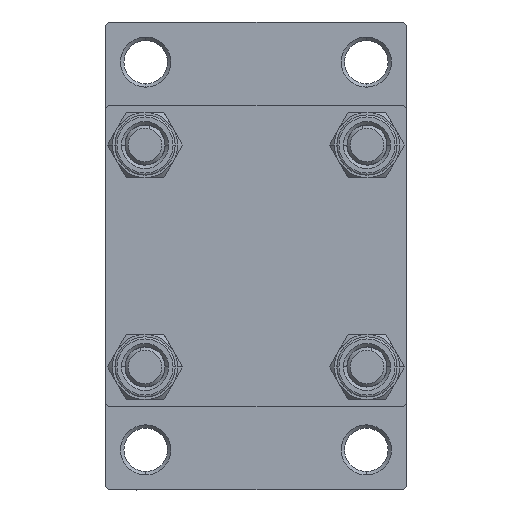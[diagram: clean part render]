
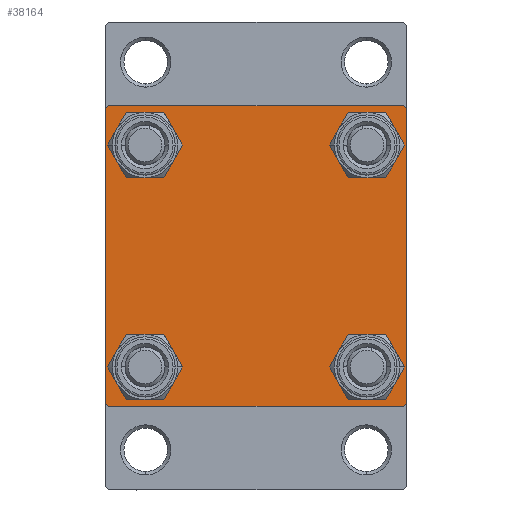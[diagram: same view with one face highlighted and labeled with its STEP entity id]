
A CAD part, left-side view. The second image highlights one B-rep face of the part: STEP entity #38164.
In plain terms, the highlighted planar face has unit normal (-1, 0, 0).
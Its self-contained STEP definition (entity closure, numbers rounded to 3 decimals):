
#311 = CARTESIAN_POINT ( 'NONE',  ( 0., 22.25, -22.25 ) ) ;
#1183 = VERTEX_POINT ( 'NONE', #31486 ) ;
#1226 = VERTEX_POINT ( 'NONE', #36699 ) ;
#1472 = VECTOR ( 'NONE', #8155, 1000. ) ;
#1563 = CARTESIAN_POINT ( 'NONE',  ( 0., -22.5, 22. ) ) ;
#2302 = DIRECTION ( 'NONE',  ( 0., 0., 1. ) ) ;
#2654 = VECTOR ( 'NONE', #42953, 1000. ) ;
#2725 = AXIS2_PLACEMENT_3D ( 'NONE', #18417, #40002, #32843 ) ;
#2910 = PLANE ( 'NONE',  #29338 ) ;
#3604 = AXIS2_PLACEMENT_3D ( 'NONE', #44302, #11523, #19424 ) ;
#3847 = CARTESIAN_POINT ( 'NONE',  ( 0., -16.6, 16.6 ) ) ;
#3975 = AXIS2_PLACEMENT_3D ( 'NONE', #8629, #46564, #2302 ) ;
#4087 = DIRECTION ( 'NONE',  ( 1., 0., 0. ) ) ;
#4101 = CARTESIAN_POINT ( 'NONE',  ( 0., 22., 22.5 ) ) ;
#4164 = EDGE_CURVE ( 'NONE', #38209, #14167, #25038, .T. ) ;
#4418 = LINE ( 'NONE', #37252, #47359 ) ;
#4601 = VERTEX_POINT ( 'NONE', #32649 ) ;
#4631 = CARTESIAN_POINT ( 'NONE',  ( 0., -22., -22.5 ) ) ;
#5789 = EDGE_CURVE ( 'NONE', #17933, #30943, #42521, .T. ) ;
#5885 = EDGE_LOOP ( 'NONE', ( #29205, #37341 ) ) ;
#6667 = CIRCLE ( 'NONE', #3604, 3.5 ) ;
#6688 = DIRECTION ( 'NONE',  ( 0., 0., 1. ) ) ;
#6693 = LINE ( 'NONE', #24918, #34683 ) ;
#8155 = DIRECTION ( 'NONE',  ( 0., 0.707, -0.707 ) ) ;
#8629 = CARTESIAN_POINT ( 'NONE',  ( 0., 16.6, 16.6 ) ) ;
#8966 = VERTEX_POINT ( 'NONE', #23107 ) ;
#11335 = DIRECTION ( 'NONE',  ( 0., 0., 1. ) ) ;
#11523 = DIRECTION ( 'NONE',  ( 1., 0., 0. ) ) ;
#11677 = EDGE_CURVE ( 'NONE', #33793, #1183, #15156, .T. ) ;
#12076 = ORIENTED_EDGE ( 'NONE', *, *, #4164, .T. ) ;
#12216 = CIRCLE ( 'NONE', #37465, 3.5 ) ;
#12515 = CARTESIAN_POINT ( 'NONE',  ( 0., 22.5, -22. ) ) ;
#13429 = CARTESIAN_POINT ( 'NONE',  ( 0., -22.5, 22.5 ) ) ;
#13457 = FACE_OUTER_BOUND ( 'NONE', #26874, .T. ) ;
#13657 = DIRECTION ( 'NONE',  ( 0., 0., -1. ) ) ;
#14167 = VERTEX_POINT ( 'NONE', #12515 ) ;
#14345 = DIRECTION ( 'NONE',  ( 0., -1., 0. ) ) ;
#14427 = EDGE_CURVE ( 'NONE', #42881, #38209, #40983, .T. ) ;
#14460 = CARTESIAN_POINT ( 'NONE',  ( 0., -22.25, -22.25 ) ) ;
#14643 = VERTEX_POINT ( 'NONE', #42834 ) ;
#14693 = LINE ( 'NONE', #311, #21893 ) ;
#15156 = CIRCLE ( 'NONE', #47250, 3.5 ) ;
#15372 = EDGE_CURVE ( 'NONE', #34393, #8966, #12216, .T. ) ;
#15579 = DIRECTION ( 'NONE',  ( 0., 0., 1. ) ) ;
#15939 = EDGE_CURVE ( 'NONE', #8966, #34393, #44334, .T. ) ;
#16072 = LINE ( 'NONE', #14460, #45768 ) ;
#16152 = CARTESIAN_POINT ( 'NONE',  ( 0., 16.6, 13.1 ) ) ;
#16926 = VERTEX_POINT ( 'NONE', #1563 ) ;
#17120 = EDGE_CURVE ( 'NONE', #14167, #21468, #14693, .T. ) ;
#17516 = VECTOR ( 'NONE', #14345, 1000. ) ;
#17586 = ORIENTED_EDGE ( 'NONE', *, *, #30160, .T. ) ;
#17933 = VERTEX_POINT ( 'NONE', #36913 ) ;
#18417 = CARTESIAN_POINT ( 'NONE',  ( 0., 16.6, 16.6 ) ) ;
#19170 = EDGE_CURVE ( 'NONE', #1226, #4601, #22726, .T. ) ;
#19424 = DIRECTION ( 'NONE',  ( 0., 0., 1. ) ) ;
#19475 = DIRECTION ( 'NONE',  ( 1., 0., 0. ) ) ;
#20022 = ORIENTED_EDGE ( 'NONE', *, *, #41438, .F. ) ;
#20094 = EDGE_CURVE ( 'NONE', #4601, #1226, #6667, .T. ) ;
#20418 = AXIS2_PLACEMENT_3D ( 'NONE', #31640, #24911, #6688 ) ;
#21468 = VERTEX_POINT ( 'NONE', #24176 ) ;
#21639 = EDGE_LOOP ( 'NONE', ( #23066, #35785 ) ) ;
#21893 = VECTOR ( 'NONE', #44360, 1000. ) ;
#22726 = CIRCLE ( 'NONE', #20418, 3.5 ) ;
#23066 = ORIENTED_EDGE ( 'NONE', *, *, #19170, .T. ) ;
#23107 = CARTESIAN_POINT ( 'NONE',  ( 0., -16.6, 13.1 ) ) ;
#23184 = VERTEX_POINT ( 'NONE', #4631 ) ;
#23286 = CARTESIAN_POINT ( 'NONE',  ( 0., -22.5, -22. ) ) ;
#23599 = ORIENTED_EDGE ( 'NONE', *, *, #24684, .F. ) ;
#23646 = CARTESIAN_POINT ( 'NONE',  ( 0., 16.6, -16.6 ) ) ;
#24108 = DIRECTION ( 'NONE',  ( 0., 0., 1. ) ) ;
#24176 = CARTESIAN_POINT ( 'NONE',  ( 0., 22., -22.5 ) ) ;
#24407 = EDGE_CURVE ( 'NONE', #23184, #38361, #16072, .T. ) ;
#24521 = FACE_BOUND ( 'NONE', #21639, .T. ) ;
#24684 = EDGE_CURVE ( 'NONE', #42881, #14643, #32597, .T. ) ;
#24911 = DIRECTION ( 'NONE',  ( 1., 0., 0. ) ) ;
#24918 = CARTESIAN_POINT ( 'NONE',  ( 0., -22.25, 22.25 ) ) ;
#25038 = LINE ( 'NONE', #43180, #2654 ) ;
#26011 = ORIENTED_EDGE ( 'NONE', *, *, #15939, .T. ) ;
#26739 = DIRECTION ( 'NONE',  ( 0., -1., 0. ) ) ;
#26874 = EDGE_LOOP ( 'NONE', ( #12076, #33919, #17586, #27651, #20022, #46794, #23599, #33533 ) ) ;
#27644 = FACE_BOUND ( 'NONE', #43941, .T. ) ;
#27651 = ORIENTED_EDGE ( 'NONE', *, *, #24407, .T. ) ;
#27872 = FACE_BOUND ( 'NONE', #5885, .T. ) ;
#28581 = CARTESIAN_POINT ( 'NONE',  ( 0., 0., 0. ) ) ;
#29205 = ORIENTED_EDGE ( 'NONE', *, *, #5789, .T. ) ;
#29338 = AXIS2_PLACEMENT_3D ( 'NONE', #28581, #42434, #46233 ) ;
#30160 = EDGE_CURVE ( 'NONE', #21468, #23184, #4418, .T. ) ;
#30917 = CARTESIAN_POINT ( 'NONE',  ( 0., -16.6, 20.1 ) ) ;
#30943 = VERTEX_POINT ( 'NONE', #16152 ) ;
#31486 = CARTESIAN_POINT ( 'NONE',  ( 0., 16.6, -20.1 ) ) ;
#31640 = CARTESIAN_POINT ( 'NONE',  ( 0., -16.6, -16.6 ) ) ;
#31743 = VECTOR ( 'NONE', #13657, 1000. ) ;
#32115 = DIRECTION ( 'NONE',  ( 0., 0.707, 0.707 ) ) ;
#32432 = CIRCLE ( 'NONE', #37759, 3.5 ) ;
#32597 = LINE ( 'NONE', #47125, #17516 ) ;
#32649 = CARTESIAN_POINT ( 'NONE',  ( 0., -16.6, -20.1 ) ) ;
#32843 = DIRECTION ( 'NONE',  ( 0., 0., 1. ) ) ;
#33533 = ORIENTED_EDGE ( 'NONE', *, *, #14427, .T. ) ;
#33793 = VERTEX_POINT ( 'NONE', #36679 ) ;
#33919 = ORIENTED_EDGE ( 'NONE', *, *, #17120, .T. ) ;
#34393 = VERTEX_POINT ( 'NONE', #30917 ) ;
#34683 = VECTOR ( 'NONE', #32115, 1000. ) ;
#34893 = DIRECTION ( 'NONE',  ( 1., 0., 0. ) ) ;
#35656 = EDGE_CURVE ( 'NONE', #30943, #17933, #38398, .T. ) ;
#35785 = ORIENTED_EDGE ( 'NONE', *, *, #20094, .T. ) ;
#36679 = CARTESIAN_POINT ( 'NONE',  ( 0., 16.6, -13.1 ) ) ;
#36699 = CARTESIAN_POINT ( 'NONE',  ( 0., -16.6, -13.1 ) ) ;
#36913 = CARTESIAN_POINT ( 'NONE',  ( 0., 16.6, 20.1 ) ) ;
#37169 = EDGE_CURVE ( 'NONE', #16926, #14643, #6693, .T. ) ;
#37252 = CARTESIAN_POINT ( 'NONE',  ( 0., 22.5, -22.5 ) ) ;
#37341 = ORIENTED_EDGE ( 'NONE', *, *, #35656, .T. ) ;
#37465 = AXIS2_PLACEMENT_3D ( 'NONE', #3847, #4087, #15579 ) ;
#37608 = EDGE_LOOP ( 'NONE', ( #42515, #38659 ) ) ;
#37759 = AXIS2_PLACEMENT_3D ( 'NONE', #23646, #34893, #24108 ) ;
#38164 = ADVANCED_FACE ( 'NONE', ( #27644, #24521, #38409, #27872, #13457 ), #2910, .T. ) ;
#38209 = VERTEX_POINT ( 'NONE', #40299 ) ;
#38361 = VERTEX_POINT ( 'NONE', #23286 ) ;
#38398 = CIRCLE ( 'NONE', #3975, 3.5 ) ;
#38409 = FACE_BOUND ( 'NONE', #37608, .T. ) ;
#38659 = ORIENTED_EDGE ( 'NONE', *, *, #38686, .T. ) ;
#38686 = EDGE_CURVE ( 'NONE', #1183, #33793, #32432, .T. ) ;
#40002 = DIRECTION ( 'NONE',  ( 1., 0., 0. ) ) ;
#40299 = CARTESIAN_POINT ( 'NONE',  ( 0., 22.5, 22. ) ) ;
#40805 = CARTESIAN_POINT ( 'NONE',  ( 0., -16.6, 16.6 ) ) ;
#40983 = LINE ( 'NONE', #44291, #1472 ) ;
#41353 = CARTESIAN_POINT ( 'NONE',  ( 0., 16.6, -16.6 ) ) ;
#41438 = EDGE_CURVE ( 'NONE', #16926, #38361, #45507, .T. ) ;
#41577 = DIRECTION ( 'NONE',  ( 1., 0., 0. ) ) ;
#41693 = DIRECTION ( 'NONE',  ( 0., -0.707, 0.707 ) ) ;
#42052 = DIRECTION ( 'NONE',  ( 0., 0., 1. ) ) ;
#42434 = DIRECTION ( 'NONE',  ( -1., 0., 0. ) ) ;
#42515 = ORIENTED_EDGE ( 'NONE', *, *, #11677, .T. ) ;
#42521 = CIRCLE ( 'NONE', #2725, 3.5 ) ;
#42834 = CARTESIAN_POINT ( 'NONE',  ( 0., -22., 22.5 ) ) ;
#42881 = VERTEX_POINT ( 'NONE', #4101 ) ;
#42953 = DIRECTION ( 'NONE',  ( 0., 0., -1. ) ) ;
#43180 = CARTESIAN_POINT ( 'NONE',  ( 0., 22.5, 22.5 ) ) ;
#43941 = EDGE_LOOP ( 'NONE', ( #44045, #26011 ) ) ;
#44045 = ORIENTED_EDGE ( 'NONE', *, *, #15372, .T. ) ;
#44291 = CARTESIAN_POINT ( 'NONE',  ( 0., 22.25, 22.25 ) ) ;
#44302 = CARTESIAN_POINT ( 'NONE',  ( 0., -16.6, -16.6 ) ) ;
#44334 = CIRCLE ( 'NONE', #44435, 3.5 ) ;
#44360 = DIRECTION ( 'NONE',  ( 0., -0.707, -0.707 ) ) ;
#44435 = AXIS2_PLACEMENT_3D ( 'NONE', #40805, #19475, #11335 ) ;
#45507 = LINE ( 'NONE', #13429, #31743 ) ;
#45768 = VECTOR ( 'NONE', #41693, 1000. ) ;
#46233 = DIRECTION ( 'NONE',  ( 0., 0., 1. ) ) ;
#46564 = DIRECTION ( 'NONE',  ( 1., 0., 0. ) ) ;
#46794 = ORIENTED_EDGE ( 'NONE', *, *, #37169, .T. ) ;
#47125 = CARTESIAN_POINT ( 'NONE',  ( 0., 22.5, 22.5 ) ) ;
#47250 = AXIS2_PLACEMENT_3D ( 'NONE', #41353, #41577, #42052 ) ;
#47359 = VECTOR ( 'NONE', #26739, 1000. ) ;
